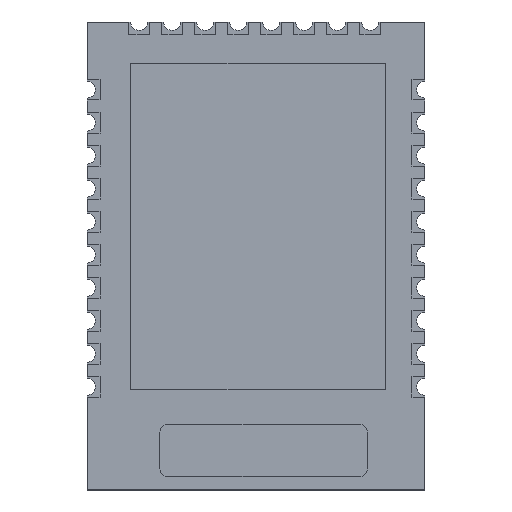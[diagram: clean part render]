
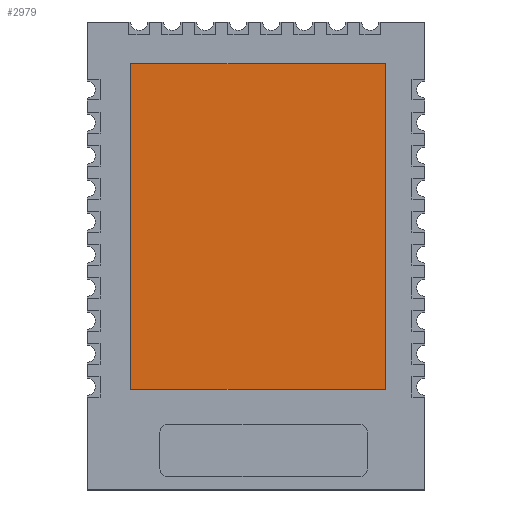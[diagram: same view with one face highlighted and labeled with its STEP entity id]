
A CAD part, top view. The second image highlights one B-rep face of the part: STEP entity #2979.
In plain terms, the highlighted planar face has unit normal (0, 0, 1).
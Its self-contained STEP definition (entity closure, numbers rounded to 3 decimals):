
#300=FACE_OUTER_BOUND('',#442,.T.);
#442=EDGE_LOOP('',(#2656,#2657,#2658,#2659));
#820=LINE('',#4746,#1212);
#823=LINE('',#4752,#1215);
#826=LINE('',#4758,#1218);
#829=LINE('',#4762,#1221);
#1212=VECTOR('',#3861,10.);
#1215=VECTOR('',#3866,10.);
#1218=VECTOR('',#3871,10.);
#1221=VECTOR('',#3876,10.);
#1484=VERTEX_POINT('',#4743);
#1485=VERTEX_POINT('',#4745);
#1487=VERTEX_POINT('',#4751);
#1489=VERTEX_POINT('',#4757);
#1874=EDGE_CURVE('',#1485,#1484,#820,.T.);
#1877=EDGE_CURVE('',#1487,#1485,#823,.T.);
#1880=EDGE_CURVE('',#1489,#1487,#826,.T.);
#1883=EDGE_CURVE('',#1484,#1489,#829,.T.);
#2656=ORIENTED_EDGE('',*,*,#1883,.T.);
#2657=ORIENTED_EDGE('',*,*,#1880,.T.);
#2658=ORIENTED_EDGE('',*,*,#1877,.T.);
#2659=ORIENTED_EDGE('',*,*,#1874,.T.);
#2841=PLANE('',#3176);
#2979=ADVANCED_FACE('',(#300),#2841,.T.);
#3176=AXIS2_PLACEMENT_3D('',#4763,#3877,#3878);
#3861=DIRECTION('',(0.,1.,0.));
#3866=DIRECTION('',(1.,0.,0.));
#3871=DIRECTION('',(0.,-1.,0.));
#3876=DIRECTION('',(-1.,0.,0.));
#3877=DIRECTION('center_axis',(0.,0.,1.));
#3878=DIRECTION('ref_axis',(1.,0.,0.));
#4743=CARTESIAN_POINT('',(12.133,18.735,2.));
#4745=CARTESIAN_POINT('',(12.133,6.205,2.));
#4746=CARTESIAN_POINT('',(12.133,18.735,2.));
#4751=CARTESIAN_POINT('',(2.333,6.205,2.));
#4752=CARTESIAN_POINT('',(2.333,6.205,2.));
#4757=CARTESIAN_POINT('',(2.333,18.735,2.));
#4758=CARTESIAN_POINT('',(2.333,18.735,2.));
#4762=CARTESIAN_POINT('',(12.133,18.735,2.));
#4763=CARTESIAN_POINT('Origin',(7.233,12.47,2.));
